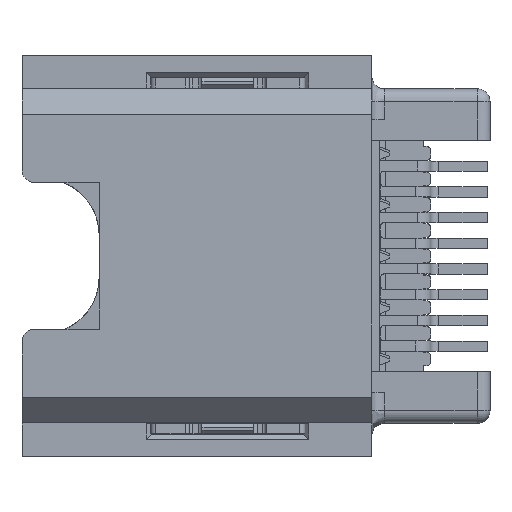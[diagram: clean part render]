
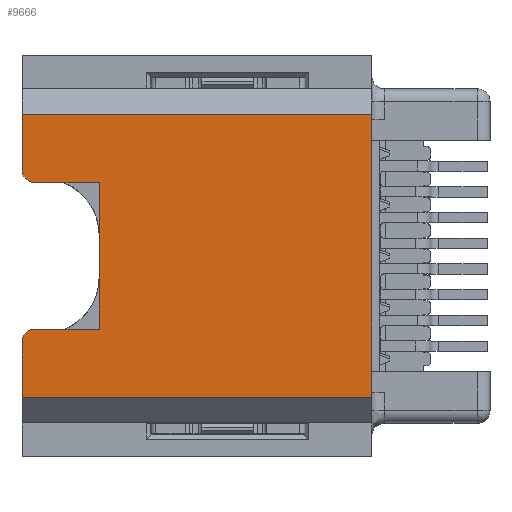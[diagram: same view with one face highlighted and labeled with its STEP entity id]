
A CAD part, top view. The second image highlights one B-rep face of the part: STEP entity #9666.
In plain terms, the highlighted planar face has unit normal (0, 0, 1).
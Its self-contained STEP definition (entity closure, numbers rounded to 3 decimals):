
#275=CARTESIAN_POINT('',(0.5,53.142,11.279));
#276=VERTEX_POINT('',#275);
#283=CARTESIAN_POINT('',(3.,53.142,11.279));
#284=VERTEX_POINT('',#283);
#285=CARTESIAN_POINT('',(0.5,53.142,11.279));
#286=DIRECTION('',(1.,0.,0.));
#287=VECTOR('',#286,2.5);
#288=LINE('',#285,#287);
#289=EDGE_CURVE('',#276,#284,#288,.T.);
#340=CARTESIAN_POINT('',(3.,58.842,11.279));
#341=VERTEX_POINT('',#340);
#342=CARTESIAN_POINT('',(3.,53.142,11.279));
#343=DIRECTION('',(0.,1.,0.));
#344=VECTOR('',#343,5.7);
#345=LINE('',#342,#344);
#346=EDGE_CURVE('',#284,#341,#345,.T.);
#2923=CARTESIAN_POINT('',(0.,52.642,11.279));
#2924=VERTEX_POINT('',#2923);
#2931=CARTESIAN_POINT('',(0.5,52.642,11.279));
#2932=DIRECTION('',(-1.,0.,0.));
#2933=DIRECTION('',(0.,0.,-1.));
#2934=AXIS2_PLACEMENT_3D('',#2931,#2933,#2932);
#2935=CIRCLE('',#2934,0.5);
#2936=EDGE_CURVE('',#2924,#276,#2935,.T.);
#3016=CARTESIAN_POINT('',(0.5,58.842,11.279));
#3017=VERTEX_POINT('',#3016);
#3018=CARTESIAN_POINT('',(3.,58.842,11.279));
#3019=DIRECTION('',(-1.,0.,0.));
#3020=VECTOR('',#3019,2.5);
#3021=LINE('',#3018,#3020);
#3022=EDGE_CURVE('',#341,#3017,#3021,.T.);
#6716=CARTESIAN_POINT('',(0.,59.342,11.279));
#6717=VERTEX_POINT('',#6716);
#6718=CARTESIAN_POINT('',(0.5,58.842,11.279));
#6719=CARTESIAN_POINT('',(0.437,58.842,11.279));
#6720=CARTESIAN_POINT('',(0.374,58.852,11.279));
#6721=CARTESIAN_POINT('',(0.314,58.871,11.279));
#6722=CARTESIAN_POINT('',(0.2,58.929,11.279));
#6723=CARTESIAN_POINT('',(0.11,59.019,11.279));
#6724=CARTESIAN_POINT('',(0.073,59.071,11.279));
#6725=CARTESIAN_POINT('',(0.029,59.156,11.279));
#6726=CARTESIAN_POINT('',(0.007,59.248,11.279));
#6727=CARTESIAN_POINT('',(0.002,59.279,11.279));
#6728=CARTESIAN_POINT('',(0.,59.31,11.279));
#6729=CARTESIAN_POINT('',(0.,59.342,11.279));
#6730=B_SPLINE_CURVE_WITH_KNOTS('',5,(#6718,#6719,#6720,#6721,#6722,#6723,#6724,#6725,#6726,#6727,#6728,#6729),.UNSPECIFIED.,.F.,.U.,(6,3,3,6),(0.,0.444,0.889,1.11),.UNSPECIFIED.);
#6731=EDGE_CURVE('',#3017,#6717,#6730,.T.);
#9616=CARTESIAN_POINT('',(6.8,55.992,11.279));
#9617=DIRECTION('',(0.,1.,0.));
#9618=DIRECTION('',(0.,0.,1.));
#9619=AXIS2_PLACEMENT_3D('',#9616,#9618,#9617);
#9620=PLANE('',#9619);
#9621=CARTESIAN_POINT('',(0.,50.492,11.279));
#9622=VERTEX_POINT('',#9621);
#9623=CARTESIAN_POINT('',(0.,52.642,11.279));
#9624=DIRECTION('',(0.,-1.,0.));
#9625=VECTOR('',#9624,2.15);
#9626=LINE('',#9623,#9625);
#9627=EDGE_CURVE('',#2924,#9622,#9626,.T.);
#9628=ORIENTED_EDGE('',*,*,#9627,.T.);
#9629=CARTESIAN_POINT('',(13.6,50.492,11.279));
#9630=VERTEX_POINT('',#9629);
#9631=CARTESIAN_POINT('',(0.,50.492,11.279));
#9632=DIRECTION('',(1.,0.,0.));
#9633=VECTOR('',#9632,13.6);
#9634=LINE('',#9631,#9633);
#9635=EDGE_CURVE('',#9622,#9630,#9634,.T.);
#9636=ORIENTED_EDGE('',*,*,#9635,.T.);
#9637=CARTESIAN_POINT('',(13.6,61.492,11.279));
#9638=VERTEX_POINT('',#9637);
#9639=CARTESIAN_POINT('',(13.6,50.492,11.279));
#9640=DIRECTION('',(0.,1.,0.));
#9641=VECTOR('',#9640,11.);
#9642=LINE('',#9639,#9641);
#9643=EDGE_CURVE('',#9630,#9638,#9642,.T.);
#9644=ORIENTED_EDGE('',*,*,#9643,.T.);
#9645=CARTESIAN_POINT('',(0.,61.492,11.279));
#9646=VERTEX_POINT('',#9645);
#9647=CARTESIAN_POINT('',(13.6,61.492,11.279));
#9648=DIRECTION('',(-1.,0.,0.));
#9649=VECTOR('',#9648,13.6);
#9650=LINE('',#9647,#9649);
#9651=EDGE_CURVE('',#9638,#9646,#9650,.T.);
#9652=ORIENTED_EDGE('',*,*,#9651,.T.);
#9653=CARTESIAN_POINT('',(0.,61.492,11.279));
#9654=DIRECTION('',(0.,-1.,0.));
#9655=VECTOR('',#9654,2.15);
#9656=LINE('',#9653,#9655);
#9657=EDGE_CURVE('',#9646,#6717,#9656,.T.);
#9658=ORIENTED_EDGE('',*,*,#9657,.T.);
#9659=ORIENTED_EDGE('',*,*,#6731,.F.);
#9660=ORIENTED_EDGE('',*,*,#3022,.F.);
#9661=ORIENTED_EDGE('',*,*,#346,.F.);
#9662=ORIENTED_EDGE('',*,*,#289,.F.);
#9663=ORIENTED_EDGE('',*,*,#2936,.F.);
#9664=EDGE_LOOP('',(#9628,#9636,#9644,#9652,#9658,#9659,#9660,#9661,#9662,#9663));
#9665=FACE_OUTER_BOUND('',#9664,.T.);
#9666=ADVANCED_FACE('',(#9665),#9620,.T.);
